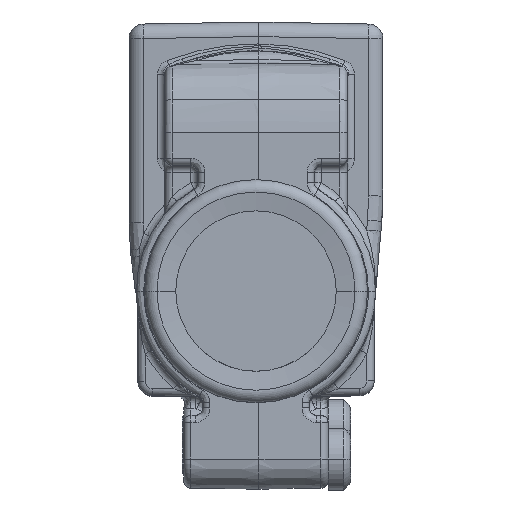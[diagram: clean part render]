
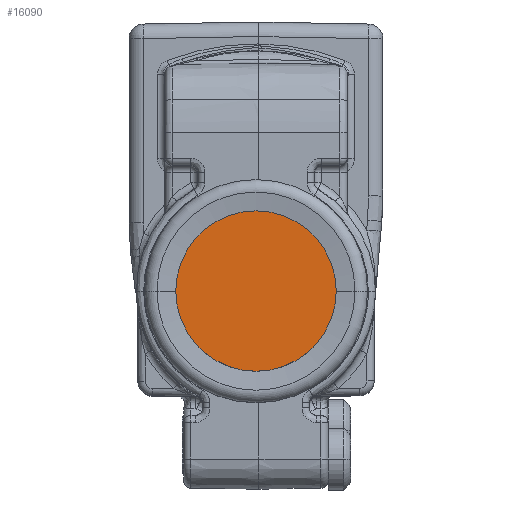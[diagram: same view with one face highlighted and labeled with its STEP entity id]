
A CAD part, top view. The second image highlights one B-rep face of the part: STEP entity #16090.
In plain terms, the highlighted planar face has unit normal (0, 0, 1).
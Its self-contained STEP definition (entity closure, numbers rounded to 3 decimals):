
#884 = AXIS2_PLACEMENT_3D ( 'NONE', #32186, #10868, #21688 ) ;
#2379 = CARTESIAN_POINT ( 'NONE',  ( 4.213, -3.535, 61.44 ) ) ;
#3484 = AXIS2_PLACEMENT_3D ( 'NONE', #34607, #7593, #12928 ) ;
#3669 = VERTEX_POINT ( 'NONE', #2379 ) ;
#3859 = CARTESIAN_POINT ( 'NONE',  ( -4.213, 3.535, 61.44 ) ) ;
#5934 = ORIENTED_EDGE ( 'NONE', *, *, #20220, .T. ) ;
#7593 = DIRECTION ( 'NONE',  ( 0., 0., 1. ) ) ;
#10868 = DIRECTION ( 'NONE',  ( 0., 0., 1. ) ) ;
#12928 = DIRECTION ( 'NONE',  ( -0.766, 0.643, 0. ) ) ;
#15431 = EDGE_LOOP ( 'NONE', ( #31505, #5934 ) ) ;
#16090 = ADVANCED_FACE ( 'NONE', ( #31572 ), #29100, .T. ) ;
#18789 = CARTESIAN_POINT ( 'NONE',  ( 0., 0., 61.44 ) ) ;
#19141 = DIRECTION ( 'NONE',  ( 0., 0., 1. ) ) ;
#19367 = VERTEX_POINT ( 'NONE', #3859 ) ;
#20220 = EDGE_CURVE ( 'NONE', #19367, #3669, #32053, .T. ) ;
#20863 = EDGE_CURVE ( 'NONE', #3669, #19367, #32663, .T. ) ;
#21688 = DIRECTION ( 'NONE',  ( 1., 0., 0. ) ) ;
#26374 = AXIS2_PLACEMENT_3D ( 'NONE', #18789, #19141, #29657 ) ;
#29100 = PLANE ( 'NONE',  #3484 ) ;
#29657 = DIRECTION ( 'NONE',  ( 1., 0., 0. ) ) ;
#31505 = ORIENTED_EDGE ( 'NONE', *, *, #20863, .T. ) ;
#31572 = FACE_OUTER_BOUND ( 'NONE', #15431, .T. ) ;
#32053 = CIRCLE ( 'NONE', #26374, 5.5 ) ;
#32186 = CARTESIAN_POINT ( 'NONE',  ( 0., 0., 61.44 ) ) ;
#32663 = CIRCLE ( 'NONE', #884, 5.5 ) ;
#34607 = CARTESIAN_POINT ( 'NONE',  ( 0., 0., 61.44 ) ) ;
